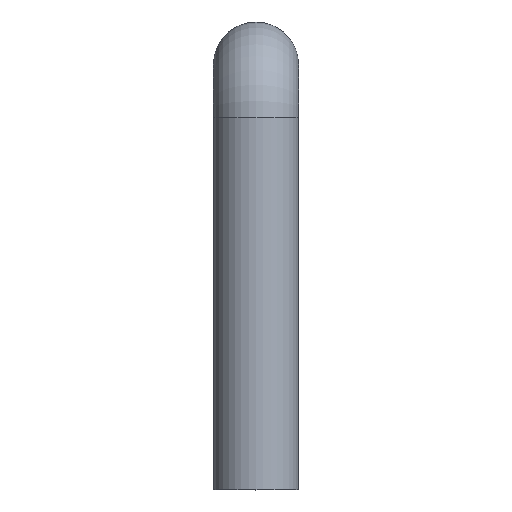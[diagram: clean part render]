
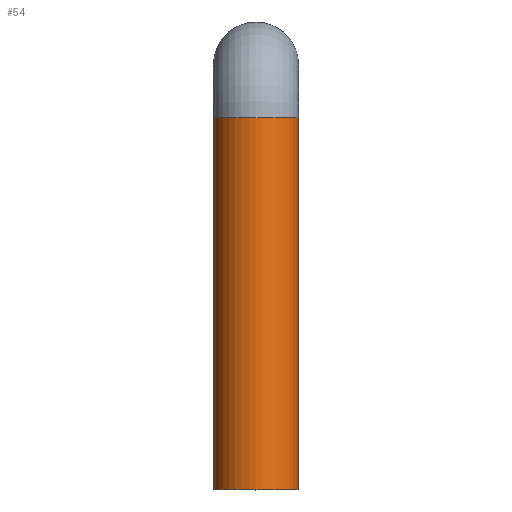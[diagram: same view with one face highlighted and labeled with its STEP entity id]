
A CAD part, left-side view. The second image highlights one B-rep face of the part: STEP entity #54.
In plain terms, the highlighted cylindrical face has radius 0.4 mm (diameter 0.8 mm), a full revolution.
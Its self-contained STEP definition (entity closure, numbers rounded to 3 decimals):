
#21 = EDGE_CURVE('',#22,#22,#24,.T.);
#22 = VERTEX_POINT('',#23);
#23 = CARTESIAN_POINT('',(0.4,0.,0.));
#24 = SURFACE_CURVE('',#25,(#30,#42),.PCURVE_S1.);
#25 = CIRCLE('',#26,0.4);
#26 = AXIS2_PLACEMENT_3D('',#27,#28,#29);
#27 = CARTESIAN_POINT('',(0.,0.,0.));
#28 = DIRECTION('',(0.,0.,1.));
#29 = DIRECTION('',(1.,0.,0.));
#30 = PCURVE('',#31,#36);
#31 = PLANE('',#32);
#32 = AXIS2_PLACEMENT_3D('',#33,#34,#35);
#33 = CARTESIAN_POINT('',(0.,0.,0.));
#34 = DIRECTION('',(0.,0.,1.));
#35 = DIRECTION('',(1.,0.,0.));
#36 = DEFINITIONAL_REPRESENTATION('',(#37),#41);
#37 = CIRCLE('',#38,0.4);
#38 = AXIS2_PLACEMENT_2D('',#39,#40);
#39 = CARTESIAN_POINT('',(0.,0.));
#40 = DIRECTION('',(1.,0.));
#41 = ( GEOMETRIC_REPRESENTATION_CONTEXT(2) 
PARAMETRIC_REPRESENTATION_CONTEXT() REPRESENTATION_CONTEXT('2D SPACE',''
  ) );
#42 = PCURVE('',#43,#48);
#43 = CYLINDRICAL_SURFACE('',#44,0.4);
#44 = AXIS2_PLACEMENT_3D('',#45,#46,#47);
#45 = CARTESIAN_POINT('',(0.,0.,0.));
#46 = DIRECTION('',(0.,0.,1.));
#47 = DIRECTION('',(1.,0.,0.));
#48 = DEFINITIONAL_REPRESENTATION('',(#49),#53);
#49 = LINE('',#50,#51);
#50 = CARTESIAN_POINT('',(0.,0.));
#51 = VECTOR('',#52,1.);
#52 = DIRECTION('',(1.,0.));
#53 = ( GEOMETRIC_REPRESENTATION_CONTEXT(2) 
PARAMETRIC_REPRESENTATION_CONTEXT() REPRESENTATION_CONTEXT('2D SPACE',''
  ) );
#54 = ADVANCED_FACE('',(#55),#43,.T.);
#55 = FACE_BOUND('',#56,.T.);
#56 = EDGE_LOOP('',(#57,#79,#105,#106));
#57 = ORIENTED_EDGE('',*,*,#58,.T.);
#58 = EDGE_CURVE('',#22,#59,#61,.T.);
#59 = VERTEX_POINT('',#60);
#60 = CARTESIAN_POINT('',(0.4,0.,3.5));
#61 = SEAM_CURVE('',#62,(#66,#72),.PCURVE_S1.);
#62 = LINE('',#63,#64);
#63 = CARTESIAN_POINT('',(0.4,0.,0.));
#64 = VECTOR('',#65,1.);
#65 = DIRECTION('',(0.,0.,1.));
#66 = PCURVE('',#43,#67);
#67 = DEFINITIONAL_REPRESENTATION('',(#68),#71);
#68 = B_SPLINE_CURVE_WITH_KNOTS('',1,(#69,#70),.UNSPECIFIED.,.F.,.F.,(2,
    2),(0.,3.5),.PIECEWISE_BEZIER_KNOTS.);
#69 = CARTESIAN_POINT('',(6.283,0.));
#70 = CARTESIAN_POINT('',(6.283,3.5));
#71 = ( GEOMETRIC_REPRESENTATION_CONTEXT(2) 
PARAMETRIC_REPRESENTATION_CONTEXT() REPRESENTATION_CONTEXT('2D SPACE',''
  ) );
#72 = PCURVE('',#43,#73);
#73 = DEFINITIONAL_REPRESENTATION('',(#74),#78);
#74 = LINE('',#75,#76);
#75 = CARTESIAN_POINT('',(0.,0.));
#76 = VECTOR('',#77,1.);
#77 = DIRECTION('',(0.,1.));
#78 = ( GEOMETRIC_REPRESENTATION_CONTEXT(2) 
PARAMETRIC_REPRESENTATION_CONTEXT() REPRESENTATION_CONTEXT('2D SPACE',''
  ) );
#79 = ORIENTED_EDGE('',*,*,#80,.F.);
#80 = EDGE_CURVE('',#59,#59,#81,.T.);
#81 = SURFACE_CURVE('',#82,(#87,#94),.PCURVE_S1.);
#82 = CIRCLE('',#83,0.4);
#83 = AXIS2_PLACEMENT_3D('',#84,#85,#86);
#84 = CARTESIAN_POINT('',(0.,0.,3.5));
#85 = DIRECTION('',(0.,0.,1.));
#86 = DIRECTION('',(1.,0.,0.));
#87 = PCURVE('',#43,#88);
#88 = DEFINITIONAL_REPRESENTATION('',(#89),#93);
#89 = LINE('',#90,#91);
#90 = CARTESIAN_POINT('',(0.,3.5));
#91 = VECTOR('',#92,1.);
#92 = DIRECTION('',(1.,0.));
#93 = ( GEOMETRIC_REPRESENTATION_CONTEXT(2) 
PARAMETRIC_REPRESENTATION_CONTEXT() REPRESENTATION_CONTEXT('2D SPACE',''
  ) );
#94 = PCURVE('',#95,#100);
#95 = TOROIDAL_SURFACE('',#96,0.5,0.4);
#96 = AXIS2_PLACEMENT_3D('',#97,#98,#99);
#97 = CARTESIAN_POINT('',(0.5,0.,3.5));
#98 = DIRECTION('',(0.,1.,0.));
#99 = DIRECTION('',(1.,0.,0.));
#100 = DEFINITIONAL_REPRESENTATION('',(#101),#104);
#101 = B_SPLINE_CURVE_WITH_KNOTS('',1,(#102,#103),.UNSPECIFIED.,.F.,.F.,
  (2,2),(0.,6.283),.PIECEWISE_BEZIER_KNOTS.);
#102 = CARTESIAN_POINT('',(3.142,9.425));
#103 = CARTESIAN_POINT('',(3.142,3.142));
#104 = ( GEOMETRIC_REPRESENTATION_CONTEXT(2) 
PARAMETRIC_REPRESENTATION_CONTEXT() REPRESENTATION_CONTEXT('2D SPACE',''
  ) );
#105 = ORIENTED_EDGE('',*,*,#58,.F.);
#106 = ORIENTED_EDGE('',*,*,#21,.T.);
